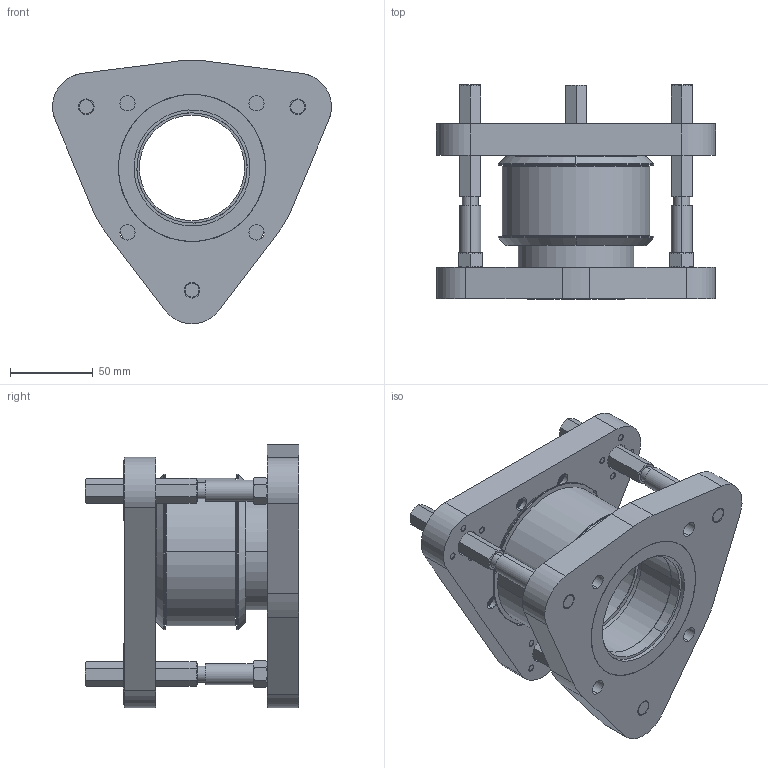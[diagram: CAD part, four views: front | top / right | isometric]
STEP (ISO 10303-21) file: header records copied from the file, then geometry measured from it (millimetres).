
FILE_DESCRIPTION (( 'STEP AP214' ), '1' );
FILE_NAME ('PA-2.50-BI63C-T450T ASSEMBLY.STEP', '2020-10-01T20:42:24', ( '' ), ( '' ), 'SwSTEP 2.0', 'SolidWorks 2010', '' );
FILE_SCHEMA (( 'AUTOMOTIVE_DESIGN' ));
Length unit declared in the file: inch
Products named in the file (1): PA-2.50-BI63C-T450T ASSEMBLY
Bounding box: 168.22 x 128.88 x 158.94 mm (x, y, z)
Surface area: 179700.1 mm2 (no closed solid volume)
Topology: 0 solids, 76 shells, 537 faces, 1499 edges, 1036 vertices
Faces by surface type: plane 195, cylinder 171, bspline 88, cone 83
Entity records: 56341 total; most frequent: CARTESIAN_POINT 36422, DIRECTION 2502, ORIENTED_EDGE 2404, EDGE_CURVE 1499, VERTEX_POINT 1036, AXIS2_PLACEMENT_3D 968, EDGE_LOOP 642, LINE 566
